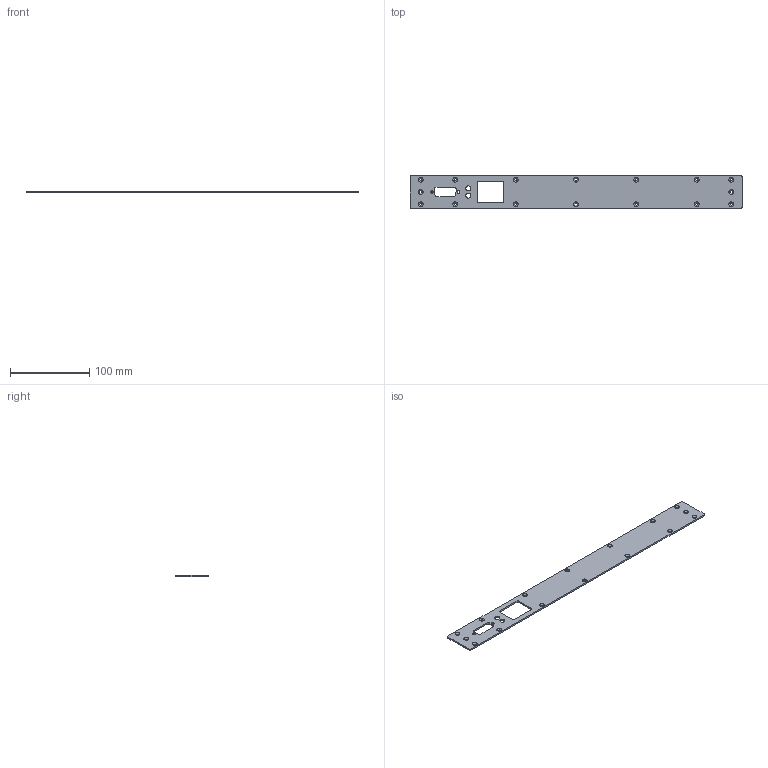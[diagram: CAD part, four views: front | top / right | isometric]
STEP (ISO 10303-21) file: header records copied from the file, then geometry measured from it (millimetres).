
FILE_DESCRIPTION(('Open CASCADE Model'),'2;1');
FILE_NAME('Open CASCADE Shape Model','2025-09-26T16:04:30',('Author'),( 'Open CASCADE'),'Open CASCADE STEP processor 7.5','Open CASCADE 7.5' ,'Unknown');
FILE_SCHEMA(('AUTOMOTIVE_DESIGN { 1 0 10303 214 1 1 1 1 }'));
Length unit declared in the file: millimetre
Products named in the file (1): Open CASCADE STEP translator 7.5 2
Bounding box: 419.1 x 40.64 x 2 mm (x, y, z)
Volume: 30948.3 mm3; surface area: 33850.4 mm2
Topology: 1 solids, 1 shells, 94 faces, 212 edges, 136 vertices
Faces by surface type: cylinder 48, plane 30, cone 16
Full cylindrical faces by diameter (mm): 3.2 x2, 3.248 x16, 6.094 x16, 6.35 x2
Entity records: 5602 total; most frequent: CARTESIAN_POINT 1139, DIRECTION 866, ORIENTED_EDGE 424, PCURVE 424, DEFINITIONAL_REPRESENTATION 424, LINE 396, VECTOR 396, EDGE_CURVE 212
